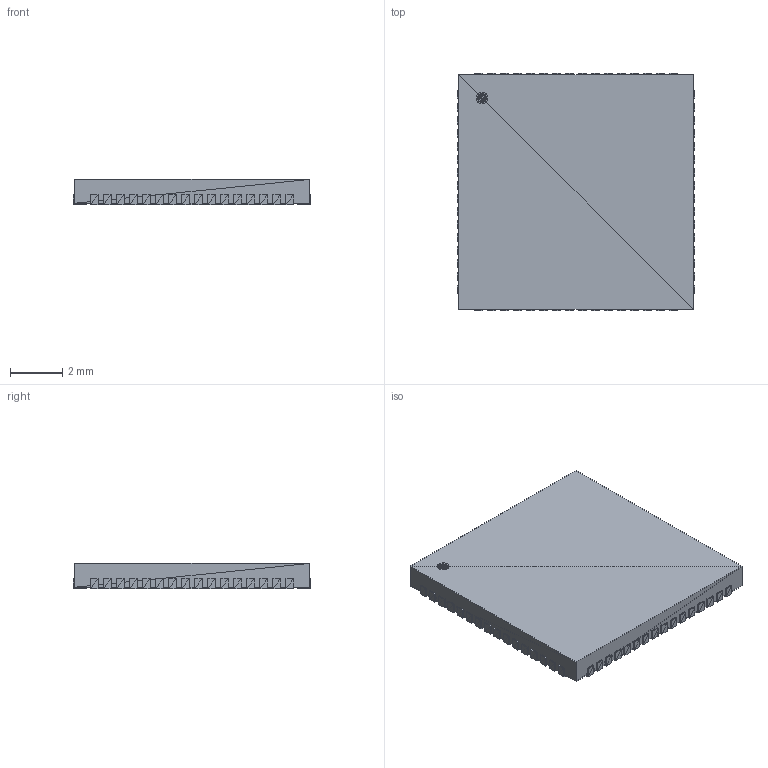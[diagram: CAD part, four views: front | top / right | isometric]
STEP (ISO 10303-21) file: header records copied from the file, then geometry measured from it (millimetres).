
FILE_DESCRIPTION(('STEP AP214'),'1');
FILE_NAME('CP_64_15','2016-10-24T20:22:12',(''),(''),'','','');
FILE_SCHEMA(('AUTOMOTIVE_DESIGN'));
Length unit declared in the file: millimetre
Products named in the file (1): product
Bounding box: 9.1 x 9.1 x 0.97 mm (x, y, z)
Surface area: 351.6 mm2 (no closed solid volume)
Topology: 0 solids, 1432 shells, 1432 faces, 4296 edges, 4296 vertices
Faces by surface type: plane 1432
Entity records: 47315 total; most frequent: CARTESIAN_POINT 10025, DIRECTION 7162, ORIENTED_EDGE 4296, EDGE_CURVE 4296, VERTEX_POINT 4296, LINE 4296, VECTOR 4296, AXIS2_PLACEMENT_3D 1433
